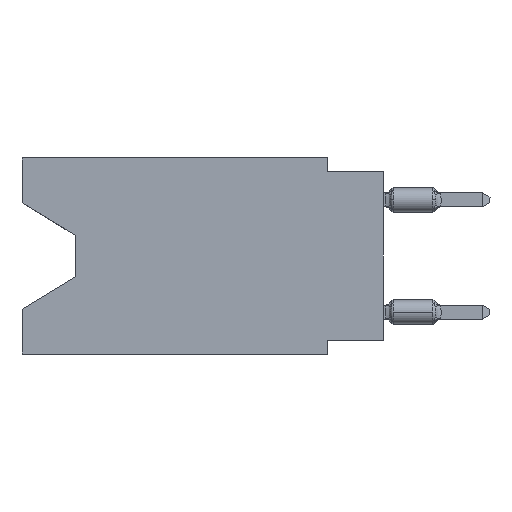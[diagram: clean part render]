
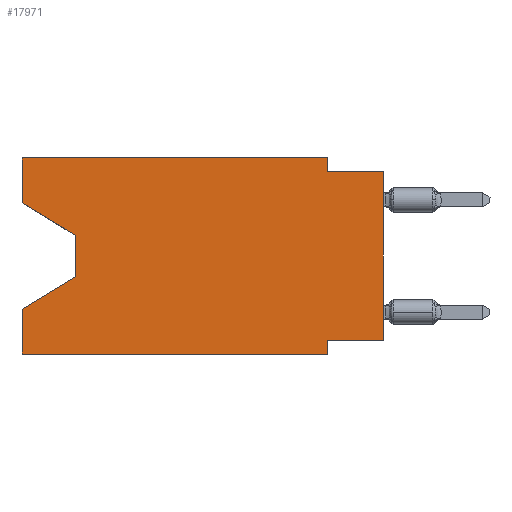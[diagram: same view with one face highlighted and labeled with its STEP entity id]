
A CAD part, left-side view. The second image highlights one B-rep face of the part: STEP entity #17971.
In plain terms, the highlighted planar face has unit normal (-1, 0, 0).
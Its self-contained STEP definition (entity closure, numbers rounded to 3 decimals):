
#31 = VECTOR ( 'NONE', #6457, 1000. ) ;
#152 = VERTEX_POINT ( 'NONE', #8215 ) ;
#477 = PLANE ( 'NONE',  #11180 ) ;
#566 = DIRECTION ( 'NONE',  ( 0., 0., -1. ) ) ;
#886 = EDGE_CURVE ( 'NONE', #2246, #15752, #3152, .T. ) ;
#1029 = CARTESIAN_POINT ( 'NONE',  ( 0., 13.97, -3.505 ) ) ;
#1380 = LINE ( 'NONE', #10018, #18049 ) ;
#1397 = VERTEX_POINT ( 'NONE', #12202 ) ;
#1976 = ORIENTED_EDGE ( 'NONE', *, *, #886, .T. ) ;
#2126 = VECTOR ( 'NONE', #8639, 1000. ) ;
#2228 = CARTESIAN_POINT ( 'NONE',  ( 0., 16.383, -2.038 ) ) ;
#2246 = VERTEX_POINT ( 'NONE', #1029 ) ;
#2316 = ORIENTED_EDGE ( 'NONE', *, *, #13316, .F. ) ;
#2492 = LINE ( 'NONE', #6535, #15470 ) ;
#2500 = DIRECTION ( 'NONE',  ( 0., -0.855, -0.519 ) ) ;
#2526 = VERTEX_POINT ( 'NONE', #11670 ) ;
#2631 = VERTEX_POINT ( 'NONE', #8083 ) ;
#3152 = LINE ( 'NONE', #10221, #11520 ) ;
#3196 = ORIENTED_EDGE ( 'NONE', *, *, #3277, .F. ) ;
#3277 = EDGE_CURVE ( 'NONE', #7209, #13170, #2492, .T. ) ;
#3689 = DIRECTION ( 'NONE',  ( 0., 0., -1. ) ) ;
#3725 = CARTESIAN_POINT ( 'NONE',  ( 0., 16.383, -6.852 ) ) ;
#3771 = LINE ( 'NONE', #13705, #6040 ) ;
#3920 = VERTEX_POINT ( 'NONE', #11168 ) ;
#4084 = VERTEX_POINT ( 'NONE', #3725 ) ;
#4442 = CARTESIAN_POINT ( 'NONE',  ( 0., 2.54, -8.255 ) ) ;
#4541 = VECTOR ( 'NONE', #16215, 1000. ) ;
#4693 = ORIENTED_EDGE ( 'NONE', *, *, #8202, .F. ) ;
#4786 = CARTESIAN_POINT ( 'NONE',  ( 0., 0., 0. ) ) ;
#4837 = ORIENTED_EDGE ( 'NONE', *, *, #16788, .T. ) ;
#5097 = CARTESIAN_POINT ( 'NONE',  ( 0., 16.383, 0. ) ) ;
#5315 = DIRECTION ( 'NONE',  ( 0., 0., -1. ) ) ;
#5342 = DIRECTION ( 'NONE',  ( 0., -1., 0. ) ) ;
#5402 = ORIENTED_EDGE ( 'NONE', *, *, #9210, .F. ) ;
#5884 = CARTESIAN_POINT ( 'NONE',  ( 0., 0., -8.255 ) ) ;
#6040 = VECTOR ( 'NONE', #5342, 1000. ) ;
#6457 = DIRECTION ( 'NONE',  ( 0., -1., 0. ) ) ;
#6535 = CARTESIAN_POINT ( 'NONE',  ( 0., 0., -8.255 ) ) ;
#6967 = CARTESIAN_POINT ( 'NONE',  ( 0., 2.54, -8.89 ) ) ;
#7209 = VERTEX_POINT ( 'NONE', #5884 ) ;
#7268 = VERTEX_POINT ( 'NONE', #14420 ) ;
#7318 = EDGE_CURVE ( 'NONE', #3920, #2631, #15228, .T. ) ;
#7361 = FACE_OUTER_BOUND ( 'NONE', #7602, .T. ) ;
#7478 = EDGE_CURVE ( 'NONE', #13170, #152, #13950, .T. ) ;
#7581 = LINE ( 'NONE', #10525, #4541 ) ;
#7602 = EDGE_LOOP ( 'NONE', ( #10000, #1976, #13098, #16862, #17414, #15176, #3196, #4837, #4693, #10090, #2316, #5402 ) ) ;
#7811 = VERTEX_POINT ( 'NONE', #18137 ) ;
#7856 = EDGE_CURVE ( 'NONE', #15752, #4084, #10887, .T. ) ;
#8083 = CARTESIAN_POINT ( 'NONE',  ( 0., 2.54, -0.635 ) ) ;
#8094 = EDGE_CURVE ( 'NONE', #7811, #152, #3771, .T. ) ;
#8202 = EDGE_CURVE ( 'NONE', #2631, #1397, #1380, .T. ) ;
#8215 = CARTESIAN_POINT ( 'NONE',  ( 0., 2.54, -8.89 ) ) ;
#8639 = DIRECTION ( 'NONE',  ( 0., 0., 1. ) ) ;
#9210 = EDGE_CURVE ( 'NONE', #2526, #7268, #7581, .T. ) ;
#9422 = VECTOR ( 'NONE', #5315, 1000. ) ;
#10000 = ORIENTED_EDGE ( 'NONE', *, *, #18085, .T. ) ;
#10018 = CARTESIAN_POINT ( 'NONE',  ( 0., 0., -0.635 ) ) ;
#10090 = ORIENTED_EDGE ( 'NONE', *, *, #7318, .F. ) ;
#10221 = CARTESIAN_POINT ( 'NONE',  ( 0., 13.97, -3.505 ) ) ;
#10288 = LINE ( 'NONE', #4786, #2126 ) ;
#10525 = CARTESIAN_POINT ( 'NONE',  ( 0., 16.383, 0. ) ) ;
#10887 = LINE ( 'NONE', #15126, #13114 ) ;
#11168 = CARTESIAN_POINT ( 'NONE',  ( 0., 2.54, 0. ) ) ;
#11180 = AXIS2_PLACEMENT_3D ( 'NONE', #17283, #16093, #3689 ) ;
#11520 = VECTOR ( 'NONE', #566, 1000. ) ;
#11670 = CARTESIAN_POINT ( 'NONE',  ( 0., 16.383, -2.038 ) ) ;
#12202 = CARTESIAN_POINT ( 'NONE',  ( 0., 0., -0.635 ) ) ;
#12566 = DIRECTION ( 'NONE',  ( 0., 0., -1. ) ) ;
#12685 = DIRECTION ( 'NONE',  ( 0., -1., 0. ) ) ;
#13055 = EDGE_CURVE ( 'NONE', #7811, #4084, #14078, .T. ) ;
#13098 = ORIENTED_EDGE ( 'NONE', *, *, #7856, .T. ) ;
#13114 = VECTOR ( 'NONE', #16490, 1000. ) ;
#13170 = VERTEX_POINT ( 'NONE', #4442 ) ;
#13316 = EDGE_CURVE ( 'NONE', #7268, #3920, #13634, .T. ) ;
#13634 = LINE ( 'NONE', #5097, #31 ) ;
#13705 = CARTESIAN_POINT ( 'NONE',  ( 0., 16.383, -8.89 ) ) ;
#13950 = LINE ( 'NONE', #6967, #17654 ) ;
#14078 = LINE ( 'NONE', #15201, #17443 ) ;
#14420 = CARTESIAN_POINT ( 'NONE',  ( 0., 16.383, 0. ) ) ;
#14811 = LINE ( 'NONE', #2228, #16172 ) ;
#15126 = CARTESIAN_POINT ( 'NONE',  ( 0., 13.97, -5.385 ) ) ;
#15176 = ORIENTED_EDGE ( 'NONE', *, *, #7478, .F. ) ;
#15201 = CARTESIAN_POINT ( 'NONE',  ( 0., 16.383, 0. ) ) ;
#15228 = LINE ( 'NONE', #17901, #9422 ) ;
#15470 = VECTOR ( 'NONE', #17829, 1000. ) ;
#15752 = VERTEX_POINT ( 'NONE', #16252 ) ;
#16093 = DIRECTION ( 'NONE',  ( 1., 0., 0. ) ) ;
#16172 = VECTOR ( 'NONE', #2500, 1000. ) ;
#16215 = DIRECTION ( 'NONE',  ( 0., 0., 1. ) ) ;
#16252 = CARTESIAN_POINT ( 'NONE',  ( 0., 13.97, -5.385 ) ) ;
#16490 = DIRECTION ( 'NONE',  ( 0., 0.855, -0.519 ) ) ;
#16788 = EDGE_CURVE ( 'NONE', #7209, #1397, #10288, .T. ) ;
#16862 = ORIENTED_EDGE ( 'NONE', *, *, #13055, .F. ) ;
#17283 = CARTESIAN_POINT ( 'NONE',  ( 0., 16.383, 0. ) ) ;
#17414 = ORIENTED_EDGE ( 'NONE', *, *, #8094, .T. ) ;
#17443 = VECTOR ( 'NONE', #18047, 1000. ) ;
#17654 = VECTOR ( 'NONE', #12566, 1000. ) ;
#17829 = DIRECTION ( 'NONE',  ( 0., 1., 0. ) ) ;
#17901 = CARTESIAN_POINT ( 'NONE',  ( 0., 2.54, 0. ) ) ;
#17971 = ADVANCED_FACE ( 'NONE', ( #7361 ), #477, .F. ) ;
#18047 = DIRECTION ( 'NONE',  ( 0., 0., 1. ) ) ;
#18049 = VECTOR ( 'NONE', #12685, 1000. ) ;
#18085 = EDGE_CURVE ( 'NONE', #2526, #2246, #14811, .T. ) ;
#18137 = CARTESIAN_POINT ( 'NONE',  ( 0., 16.383, -8.89 ) ) ;
